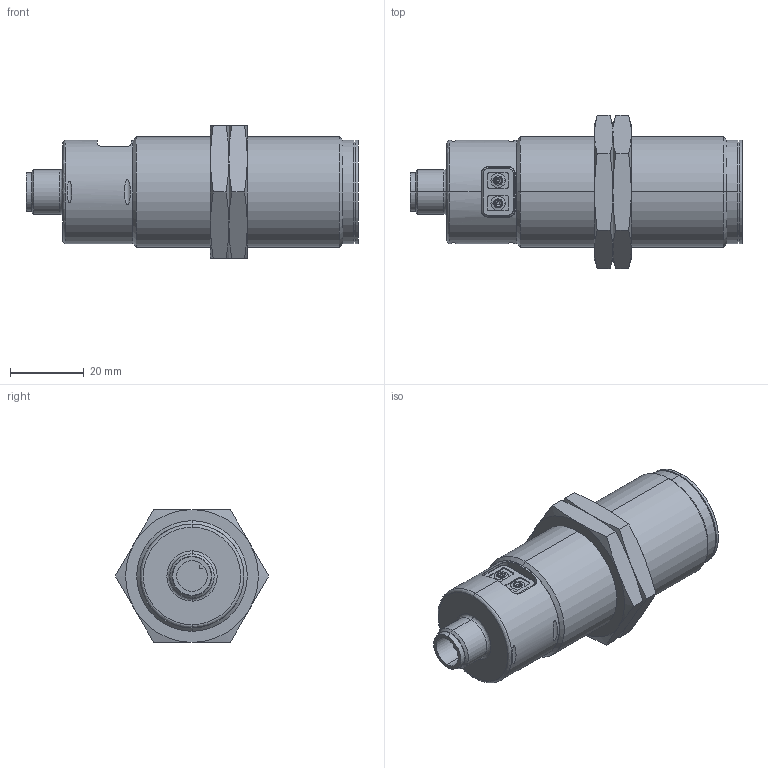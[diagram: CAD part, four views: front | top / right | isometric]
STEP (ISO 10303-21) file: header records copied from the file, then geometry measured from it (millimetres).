
FILE_DESCRIPTION (( 'STEP AP214' ), '1' );
FILE_NAME ('CT1-00-2H.step', '2018-04-17T19:16:37', ( '' ), ( '' ), 'SwSTEP 2.0', 'SolidWorks 2017', '' );
FILE_SCHEMA (( 'AUTOMOTIVE_DESIGN' ));
Length unit declared in the file: inch
Products named in the file (1): CT1-00-2H
Bounding box: 90 x 41.57 x 36 mm (x, y, z)
Volume: 59261.1 mm3; surface area: 13245.6 mm2
Topology: 3 solids, 4 shells, 177 faces, 393 edges, 238 vertices
Faces by surface type: cone 54, plane 54, cylinder 53, bspline 16
Entity records: 7999 total; most frequent: CARTESIAN_POINT 1769, DIRECTION 825, ORIENTED_EDGE 786, EDGE_CURVE 393, AXIS2_PLACEMENT_3D 336, VERTEX_POINT 238, EDGE_LOOP 197, DIMENSIONAL_EXPONENTS 182
